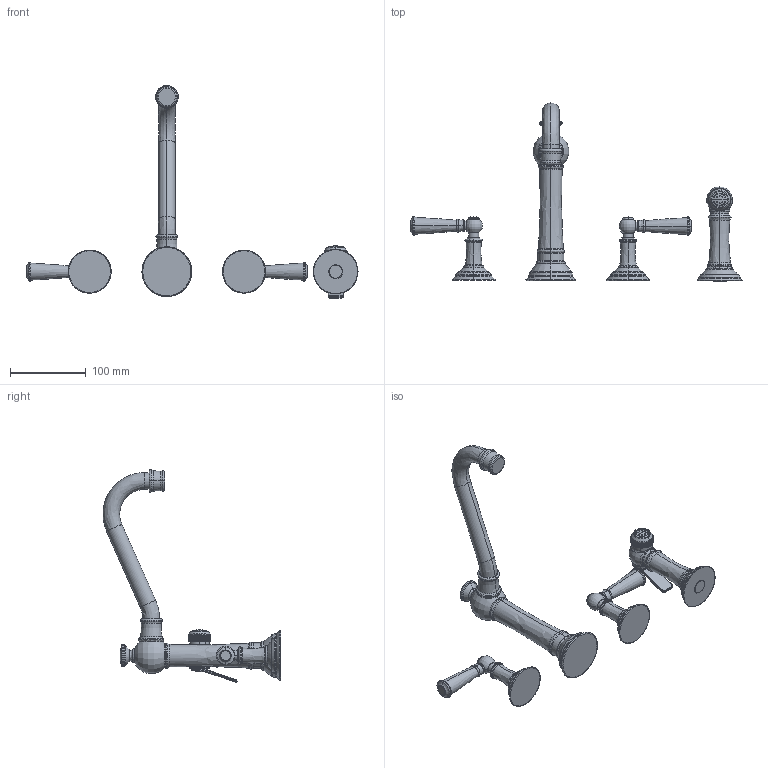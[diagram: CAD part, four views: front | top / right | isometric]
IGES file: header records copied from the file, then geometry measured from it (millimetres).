
Start section:  PTC IGES file: 2470-5433.igs
Global section: file name: 2470-5433.igs; native system: Creo Parametric by PTC Inc.; preprocessor: 2018400; author: rsmith; organization: Unknown; date: 20210305.160722; units: inch
Bounding box: 437.06 x 234.27 x 280.18 mm (x, y, z)
Surface area: 106025.2 mm2 (no closed solid volume)
Topology: 0 solids, 0 shells, 874 faces, 4462 edges, 4454 vertices
Faces by surface type: revolution 475, bspline 399
